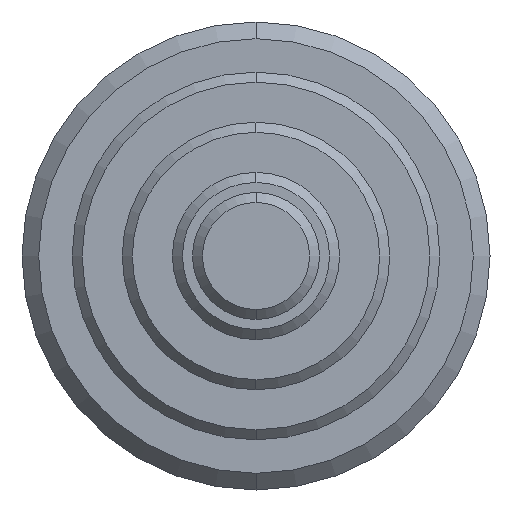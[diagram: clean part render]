
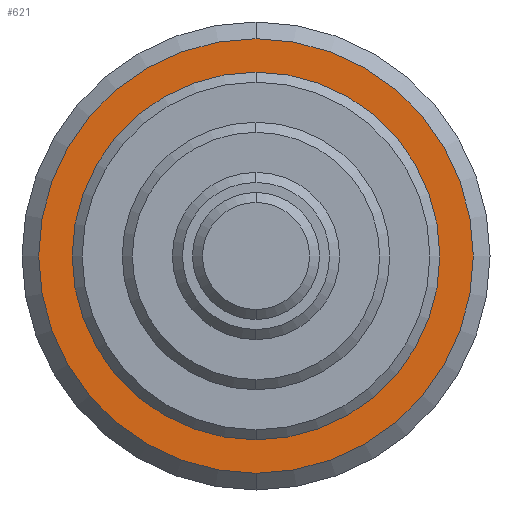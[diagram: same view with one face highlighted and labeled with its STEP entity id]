
A CAD part, front view. The second image highlights one B-rep face of the part: STEP entity #621.
In plain terms, the highlighted planar face has unit normal (0, -1, 0).
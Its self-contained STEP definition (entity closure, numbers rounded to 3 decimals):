
#5 = EDGE_CURVE ( 'NONE', #586, #181, #606, .T. ) ;
#17 = VERTEX_POINT ( 'NONE', #819 ) ;
#25 = DIRECTION ( 'NONE',  ( 0., -1., 0. ) ) ;
#31 = ORIENTED_EDGE ( 'NONE', *, *, #5, .T. ) ;
#47 = DIRECTION ( 'NONE',  ( 0., 0., -1. ) ) ;
#105 = AXIS2_PLACEMENT_3D ( 'NONE', #141, #563, #631 ) ;
#112 = PLANE ( 'NONE',  #215 ) ;
#122 = CARTESIAN_POINT ( 'NONE',  ( 0., 41.4, 0. ) ) ;
#141 = CARTESIAN_POINT ( 'NONE',  ( 0., 41.4, 0. ) ) ;
#181 = VERTEX_POINT ( 'NONE', #841 ) ;
#199 = CARTESIAN_POINT ( 'NONE',  ( 0., 41.4, 0. ) ) ;
#211 = EDGE_LOOP ( 'NONE', ( #872, #31 ) ) ;
#215 = AXIS2_PLACEMENT_3D ( 'NONE', #249, #25, #526 ) ;
#231 = DIRECTION ( 'NONE',  ( 0., 0., -1. ) ) ;
#249 = CARTESIAN_POINT ( 'NONE',  ( 0., 41.4, 0. ) ) ;
#317 = ORIENTED_EDGE ( 'NONE', *, *, #808, .F. ) ;
#336 = AXIS2_PLACEMENT_3D ( 'NONE', #644, #649, #231 ) ;
#358 = EDGE_LOOP ( 'NONE', ( #317, #901 ) ) ;
#408 = CIRCLE ( 'NONE', #105, 5.5 ) ;
#418 = FACE_BOUND ( 'NONE', #358, .T. ) ;
#426 = AXIS2_PLACEMENT_3D ( 'NONE', #122, #608, #685 ) ;
#472 = CIRCLE ( 'NONE', #633, 5.5 ) ;
#483 = CIRCLE ( 'NONE', #336, 6.5 ) ;
#526 = DIRECTION ( 'NONE',  ( 0., 0., -1. ) ) ;
#563 = DIRECTION ( 'NONE',  ( 0., -1., 0. ) ) ;
#586 = VERTEX_POINT ( 'NONE', #724 ) ;
#603 = FACE_OUTER_BOUND ( 'NONE', #211, .T. ) ;
#606 = CIRCLE ( 'NONE', #426, 6.5 ) ;
#608 = DIRECTION ( 'NONE',  ( 0., -1., 0. ) ) ;
#621 = ADVANCED_FACE ( 'NONE', ( #603, #418 ), #112, .T. ) ;
#631 = DIRECTION ( 'NONE',  ( 0., 0., -1. ) ) ;
#633 = AXIS2_PLACEMENT_3D ( 'NONE', #199, #687, #47 ) ;
#644 = CARTESIAN_POINT ( 'NONE',  ( 0., 41.4, 0. ) ) ;
#649 = DIRECTION ( 'NONE',  ( 0., -1., 0. ) ) ;
#685 = DIRECTION ( 'NONE',  ( 0., 0., -1. ) ) ;
#687 = DIRECTION ( 'NONE',  ( 0., -1., 0. ) ) ;
#709 = EDGE_CURVE ( 'NONE', #17, #727, #472, .T. ) ;
#724 = CARTESIAN_POINT ( 'NONE',  ( 0., 41.4, -6.5 ) ) ;
#727 = VERTEX_POINT ( 'NONE', #820 ) ;
#808 = EDGE_CURVE ( 'NONE', #727, #17, #408, .T. ) ;
#819 = CARTESIAN_POINT ( 'NONE',  ( 0., 41.4, 5.5 ) ) ;
#820 = CARTESIAN_POINT ( 'NONE',  ( 0., 41.4, -5.5 ) ) ;
#841 = CARTESIAN_POINT ( 'NONE',  ( 0., 41.4, 6.5 ) ) ;
#872 = ORIENTED_EDGE ( 'NONE', *, *, #883, .T. ) ;
#883 = EDGE_CURVE ( 'NONE', #181, #586, #483, .T. ) ;
#901 = ORIENTED_EDGE ( 'NONE', *, *, #709, .F. ) ;
